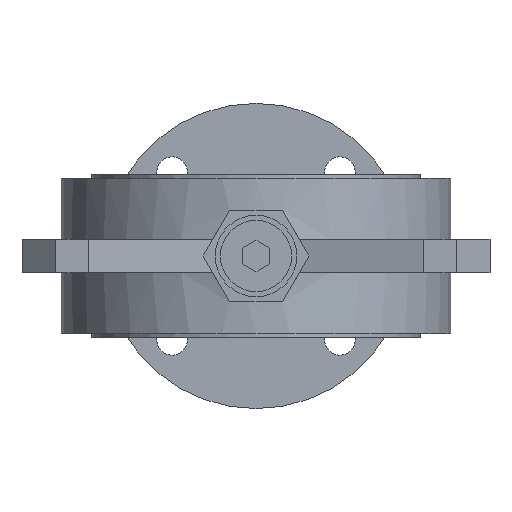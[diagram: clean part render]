
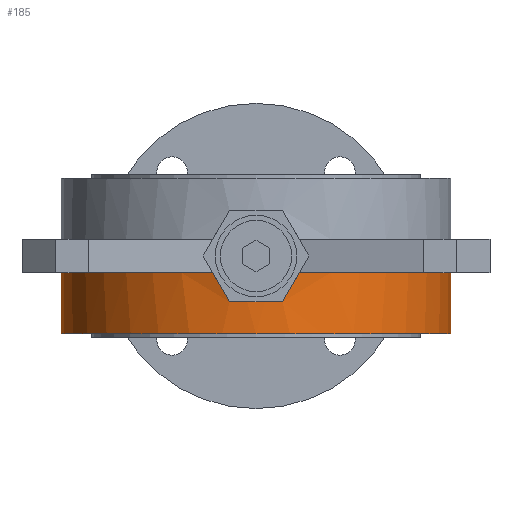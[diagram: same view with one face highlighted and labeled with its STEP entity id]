
A CAD part, front view. The second image highlights one B-rep face of the part: STEP entity #185.
In plain terms, the highlighted cylindrical face has radius 57.5 mm (diameter 115 mm), a partial arc.
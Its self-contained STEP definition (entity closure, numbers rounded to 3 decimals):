
#185 = ADVANCED_FACE ( 'NONE', ( #7815 ), #18138, .T. ) ;
#845 = CARTESIAN_POINT ( 'NONE',  ( 9.442, -56.744, -10.645 ) ) ;
#906 = DIRECTION ( 'NONE',  ( 1., 0., 0. ) ) ;
#1843 = EDGE_CURVE ( 'NONE', #19072, #22351, #20751, .T. ) ;
#1907 = EDGE_CURVE ( 'NONE', #6144, #19072, #9475, .T. ) ;
#2531 = AXIS2_PLACEMENT_3D ( 'NONE', #14594, #12554, #906 ) ;
#3327 = CARTESIAN_POINT ( 'NONE',  ( -57.5, 0., -23. ) ) ;
#3519 = ORIENTED_EDGE ( 'NONE', *, *, #11425, .T. ) ;
#4302 = CARTESIAN_POINT ( 'NONE',  ( -9.442, -56.744, -10.645 ) ) ;
#4473 = CARTESIAN_POINT ( 'NONE',  ( 12.702, -56.08, -5. ) ) ;
#4619 =( BOUNDED_CURVE ( )  B_SPLINE_CURVE ( 3, ( #21768, #4302, #17934, #17845 ),
 .UNSPECIFIED., .F., .F. ) 
 B_SPLINE_CURVE_WITH_KNOTS ( ( 4, 4 ),
 ( 4.848, 4.935 ),
 .UNSPECIFIED. ) 
 CURVE ( )  GEOMETRIC_REPRESENTATION_ITEM ( )  RATIONAL_B_SPLINE_CURVE ( ( 1., 0.999, 0.999, 1. ) ) 
 REPRESENTATION_ITEM ( '' )  );
#4812 = VERTEX_POINT ( 'NONE', #7174 ) ;
#5942 =( BOUNDED_CURVE ( )  B_SPLINE_CURVE ( 3, ( #4473, #12235, #845, #22099 ),
 .UNSPECIFIED., .F., .F. ) 
 B_SPLINE_CURVE_WITH_KNOTS ( ( 4, 4 ),
 ( 1.348, 1.435 ),
 .UNSPECIFIED. ) 
 CURVE ( )  GEOMETRIC_REPRESENTATION_ITEM ( )  RATIONAL_B_SPLINE_CURVE ( ( 1., 0.999, 0.999, 1. ) ) 
 REPRESENTATION_ITEM ( '' )  );
#5988 = CARTESIAN_POINT ( 'NONE',  ( 7.794, -56.969, -13.5 ) ) ;
#6144 = VERTEX_POINT ( 'NONE', #3327 ) ;
#7152 = ORIENTED_EDGE ( 'NONE', *, *, #23924, .T. ) ;
#7174 = CARTESIAN_POINT ( 'NONE',  ( -7.794, -56.969, -13.5 ) ) ;
#7769 = DIRECTION ( 'NONE',  ( 0., 0., 1. ) ) ;
#7815 = FACE_OUTER_BOUND ( 'NONE', #21132, .T. ) ;
#8377 = ORIENTED_EDGE ( 'NONE', *, *, #10507, .T. ) ;
#8385 = AXIS2_PLACEMENT_3D ( 'NONE', #23236, #17380, #13383 ) ;
#9475 = LINE ( 'NONE', #15324, #15574 ) ;
#9552 = VERTEX_POINT ( 'NONE', #11968 ) ;
#9710 = CARTESIAN_POINT ( 'NONE',  ( 57.5, 0., -23. ) ) ;
#9908 = CIRCLE ( 'NONE', #2531, 57.5 ) ;
#10238 = EDGE_CURVE ( 'NONE', #10823, #18389, #24817, .T. ) ;
#10507 = EDGE_CURVE ( 'NONE', #13413, #4812, #9908, .T. ) ;
#10823 = VERTEX_POINT ( 'NONE', #9710 ) ;
#11266 = CARTESIAN_POINT ( 'NONE',  ( -12.702, -56.08, -5. ) ) ;
#11425 = EDGE_CURVE ( 'NONE', #4812, #22351, #4619, .T. ) ;
#11569 = DIRECTION ( 'NONE',  ( 0., 0., 1. ) ) ;
#11968 = CARTESIAN_POINT ( 'NONE',  ( 12.702, -56.08, -5. ) ) ;
#12002 = CARTESIAN_POINT ( 'NONE',  ( 0., 0., -23. ) ) ;
#12125 = ORIENTED_EDGE ( 'NONE', *, *, #17712, .F. ) ;
#12235 = CARTESIAN_POINT ( 'NONE',  ( 11.079, -56.447, -7.81 ) ) ;
#12554 = DIRECTION ( 'NONE',  ( 0., 0., -1. ) ) ;
#13383 = DIRECTION ( 'NONE',  ( 1., 0., 0. ) ) ;
#13413 = VERTEX_POINT ( 'NONE', #5988 ) ;
#13990 = CARTESIAN_POINT ( 'NONE',  ( 0., 0., -5. ) ) ;
#14102 = AXIS2_PLACEMENT_3D ( 'NONE', #19049, #11569, #19125 ) ;
#14236 = DIRECTION ( 'NONE',  ( 0., 0., 1. ) ) ;
#14429 = EDGE_CURVE ( 'NONE', #6144, #10823, #20428, .T. ) ;
#14432 = CARTESIAN_POINT ( 'NONE',  ( -57.5, 0., -5. ) ) ;
#14594 = CARTESIAN_POINT ( 'NONE',  ( 0., 0., -13.5 ) ) ;
#15324 = CARTESIAN_POINT ( 'NONE',  ( -57.5, 0., 115.101 ) ) ;
#15574 = VECTOR ( 'NONE', #7769, 1000. ) ;
#16096 = ORIENTED_EDGE ( 'NONE', *, *, #10238, .T. ) ;
#16565 = ORIENTED_EDGE ( 'NONE', *, *, #1843, .F. ) ;
#16671 = ORIENTED_EDGE ( 'NONE', *, *, #1907, .F. ) ;
#16968 = DIRECTION ( 'NONE',  ( 0., 0., 1. ) ) ;
#17380 = DIRECTION ( 'NONE',  ( 0., 0., 1. ) ) ;
#17684 = DIRECTION ( 'NONE',  ( 0., 0., 1. ) ) ;
#17712 = EDGE_CURVE ( 'NONE', #9552, #18389, #18651, .T. ) ;
#17776 = DIRECTION ( 'NONE',  ( 1., 0., 0. ) ) ;
#17845 = CARTESIAN_POINT ( 'NONE',  ( -12.702, -56.08, -5. ) ) ;
#17934 = CARTESIAN_POINT ( 'NONE',  ( -11.079, -56.447, -7.81 ) ) ;
#17978 = DIRECTION ( 'NONE',  ( 1., 0., 0. ) ) ;
#18061 = AXIS2_PLACEMENT_3D ( 'NONE', #12002, #17684, #17776 ) ;
#18138 = CYLINDRICAL_SURFACE ( 'NONE', #8385, 57.5 ) ;
#18389 = VERTEX_POINT ( 'NONE', #18706 ) ;
#18651 = CIRCLE ( 'NONE', #19643, 57.5 ) ;
#18706 = CARTESIAN_POINT ( 'NONE',  ( 57.5, 0., -5. ) ) ;
#19049 = CARTESIAN_POINT ( 'NONE',  ( 0., 0., -5. ) ) ;
#19072 = VERTEX_POINT ( 'NONE', #14432 ) ;
#19125 = DIRECTION ( 'NONE',  ( 1., 0., 0. ) ) ;
#19643 = AXIS2_PLACEMENT_3D ( 'NONE', #13990, #14236, #17978 ) ;
#20294 = VECTOR ( 'NONE', #16968, 1000. ) ;
#20428 = CIRCLE ( 'NONE', #18061, 57.5 ) ;
#20751 = CIRCLE ( 'NONE', #14102, 57.5 ) ;
#21132 = EDGE_LOOP ( 'NONE', ( #16671, #24094, #16096, #12125, #7152, #8377, #3519, #16565 ) ) ;
#21768 = CARTESIAN_POINT ( 'NONE',  ( -7.794, -56.969, -13.5 ) ) ;
#22099 = CARTESIAN_POINT ( 'NONE',  ( 7.794, -56.969, -13.5 ) ) ;
#22351 = VERTEX_POINT ( 'NONE', #11266 ) ;
#22997 = CARTESIAN_POINT ( 'NONE',  ( 57.5, 0., 115.101 ) ) ;
#23236 = CARTESIAN_POINT ( 'NONE',  ( 0., 0., 115.101 ) ) ;
#23924 = EDGE_CURVE ( 'NONE', #9552, #13413, #5942, .T. ) ;
#24094 = ORIENTED_EDGE ( 'NONE', *, *, #14429, .T. ) ;
#24817 = LINE ( 'NONE', #22997, #20294 ) ;
